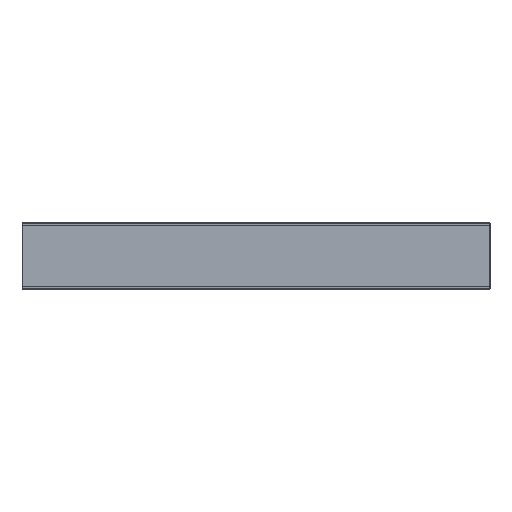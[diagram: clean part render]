
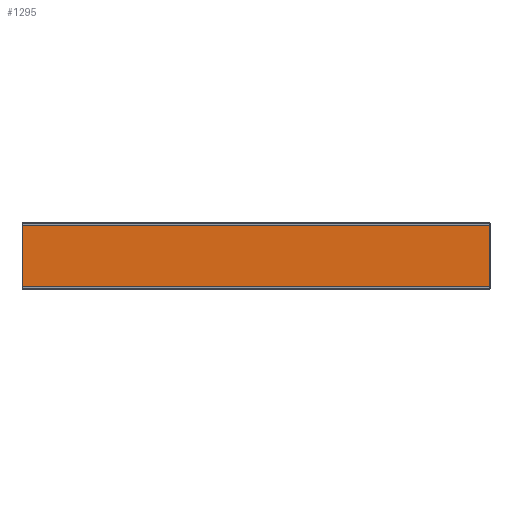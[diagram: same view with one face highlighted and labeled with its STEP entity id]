
A CAD part, top view. The second image highlights one B-rep face of the part: STEP entity #1295.
In plain terms, the highlighted planar face has unit normal (0, 0, 1).
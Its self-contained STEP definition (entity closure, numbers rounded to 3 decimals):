
#254 = AXIS2_PLACEMENT_3D ( 'NONE', #2453, #1735, #1534 ) ;
#255 = CARTESIAN_POINT ( 'NONE',  ( -704.975, -97.975, 1.35 ) ) ;
#507 = ORIENTED_EDGE ( 'NONE', *, *, #2996, .F. ) ;
#589 = PLANE ( 'NONE',  #254 ) ;
#749 = EDGE_CURVE ( 'NONE', #3013, #1072, #3643, .T. ) ;
#843 = VECTOR ( 'NONE', #1921, 1000. ) ;
#1054 = DIRECTION ( 'NONE',  ( -1., 0., 0. ) ) ;
#1072 = VERTEX_POINT ( 'NONE', #2337 ) ;
#1176 = ORIENTED_EDGE ( 'NONE', *, *, #3503, .F. ) ;
#1233 = CARTESIAN_POINT ( 'NONE',  ( 707., -97.975, 1.35 ) ) ;
#1295 = ADVANCED_FACE ( 'NONE', ( #2045 ), #589, .T. ) ;
#1348 = VECTOR ( 'NONE', #2141, 1000. ) ;
#1372 = ORIENTED_EDGE ( 'NONE', *, *, #749, .F. ) ;
#1462 = LINE ( 'NONE', #1984, #843 ) ;
#1502 = VERTEX_POINT ( 'NONE', #1815 ) ;
#1534 = DIRECTION ( 'NONE',  ( 1., 0., 0. ) ) ;
#1610 = VECTOR ( 'NONE', #3815, 1000. ) ;
#1707 = VECTOR ( 'NONE', #1054, 1000. ) ;
#1735 = DIRECTION ( 'NONE',  ( 0., 0., 1. ) ) ;
#1815 = CARTESIAN_POINT ( 'NONE',  ( -704.975, 97.975, 1.35 ) ) ;
#1921 = DIRECTION ( 'NONE',  ( 1., 0., 0. ) ) ;
#1960 = ORIENTED_EDGE ( 'NONE', *, *, #3506, .F. ) ;
#1984 = CARTESIAN_POINT ( 'NONE',  ( -707., 97.975, 1.35 ) ) ;
#2045 = FACE_OUTER_BOUND ( 'NONE', #2126, .T. ) ;
#2065 = CARTESIAN_POINT ( 'NONE',  ( 704.975, 97.975, 1.35 ) ) ;
#2086 = LINE ( 'NONE', #255, #1610 ) ;
#2126 = EDGE_LOOP ( 'NONE', ( #1372, #1176, #1960, #507 ) ) ;
#2141 = DIRECTION ( 'NONE',  ( 0., -1., 0. ) ) ;
#2235 = CARTESIAN_POINT ( 'NONE',  ( 704.975, 97.975, 1.35 ) ) ;
#2337 = CARTESIAN_POINT ( 'NONE',  ( -704.975, -97.975, 1.35 ) ) ;
#2383 = LINE ( 'NONE', #2065, #1348 ) ;
#2453 = CARTESIAN_POINT ( 'NONE',  ( 0., 0., 1.35 ) ) ;
#2848 = VERTEX_POINT ( 'NONE', #2235 ) ;
#2996 = EDGE_CURVE ( 'NONE', #1072, #1502, #2086, .T. ) ;
#3013 = VERTEX_POINT ( 'NONE', #3465 ) ;
#3465 = CARTESIAN_POINT ( 'NONE',  ( 704.975, -97.975, 1.35 ) ) ;
#3503 = EDGE_CURVE ( 'NONE', #2848, #3013, #2383, .T. ) ;
#3506 = EDGE_CURVE ( 'NONE', #1502, #2848, #1462, .T. ) ;
#3643 = LINE ( 'NONE', #1233, #1707 ) ;
#3815 = DIRECTION ( 'NONE',  ( 0., 1., 0. ) ) ;
